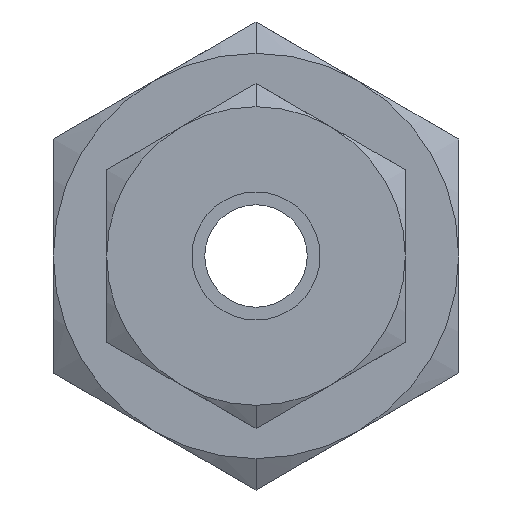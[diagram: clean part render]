
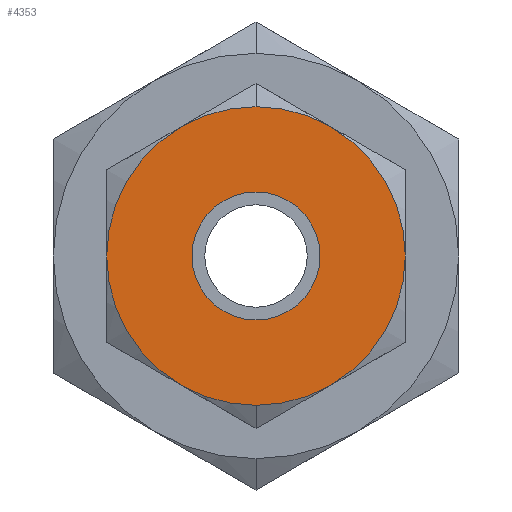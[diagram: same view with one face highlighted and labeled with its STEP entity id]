
A CAD part, left-side view. The second image highlights one B-rep face of the part: STEP entity #4353.
In plain terms, the highlighted planar face has unit normal (-1, 0, 0).
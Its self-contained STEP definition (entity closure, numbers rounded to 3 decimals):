
#471 = DIRECTION ( 'NONE',  ( 0., 0., -1. ) ) ;
#954 = CIRCLE ( 'NONE', #3814, 3. ) ;
#1004 = VERTEX_POINT ( 'NONE', #7946 ) ;
#1330 = VERTEX_POINT ( 'NONE', #5757 ) ;
#1776 = AXIS2_PLACEMENT_3D ( 'NONE', #4649, #4603, #9027 ) ;
#2038 = DIRECTION ( 'NONE',  ( 1., 0., 0. ) ) ;
#2190 = PLANE ( 'NONE',  #7606 ) ;
#2301 = CIRCLE ( 'NONE', #2604, 3. ) ;
#2596 = CARTESIAN_POINT ( 'NONE',  ( 0., 0., 3. ) ) ;
#2604 = AXIS2_PLACEMENT_3D ( 'NONE', #4047, #6942, #471 ) ;
#2898 = DIRECTION ( 'NONE',  ( -1., 0., 0. ) ) ;
#3361 = EDGE_LOOP ( 'NONE', ( #6889, #9135 ) ) ;
#3814 = AXIS2_PLACEMENT_3D ( 'NONE', #5819, #7284, #6530 ) ;
#4047 = CARTESIAN_POINT ( 'NONE',  ( 0., 0., 0. ) ) ;
#4129 = ORIENTED_EDGE ( 'NONE', *, *, #7411, .T. ) ;
#4155 = VERTEX_POINT ( 'NONE', #2596 ) ;
#4353 = ADVANCED_FACE ( 'NONE', ( #7094, #6440 ), #2190, .T. ) ;
#4603 = DIRECTION ( 'NONE',  ( 1., 0., 0. ) ) ;
#4649 = CARTESIAN_POINT ( 'NONE',  ( 0., 0., 0. ) ) ;
#5259 = VERTEX_POINT ( 'NONE', #8190 ) ;
#5261 = EDGE_CURVE ( 'NONE', #1330, #5259, #8998, .T. ) ;
#5425 = AXIS2_PLACEMENT_3D ( 'NONE', #8630, #2038, #6526 ) ;
#5757 = CARTESIAN_POINT ( 'NONE',  ( 0., 0., -7. ) ) ;
#5819 = CARTESIAN_POINT ( 'NONE',  ( 0., 0., 0. ) ) ;
#6440 = FACE_OUTER_BOUND ( 'NONE', #3361, .T. ) ;
#6490 = EDGE_CURVE ( 'NONE', #5259, #1330, #8425, .T. ) ;
#6526 = DIRECTION ( 'NONE',  ( 0., 0., 1. ) ) ;
#6530 = DIRECTION ( 'NONE',  ( 0., 0., 1. ) ) ;
#6536 = CARTESIAN_POINT ( 'NONE',  ( 0., 0., 3.5 ) ) ;
#6653 = ORIENTED_EDGE ( 'NONE', *, *, #8501, .T. ) ;
#6695 = EDGE_LOOP ( 'NONE', ( #6653, #4129 ) ) ;
#6889 = ORIENTED_EDGE ( 'NONE', *, *, #6490, .F. ) ;
#6942 = DIRECTION ( 'NONE',  ( 1., 0., 0. ) ) ;
#7094 = FACE_BOUND ( 'NONE', #6695, .T. ) ;
#7284 = DIRECTION ( 'NONE',  ( 1., 0., 0. ) ) ;
#7411 = EDGE_CURVE ( 'NONE', #4155, #1004, #954, .T. ) ;
#7606 = AXIS2_PLACEMENT_3D ( 'NONE', #6536, #2898, #8638 ) ;
#7946 = CARTESIAN_POINT ( 'NONE',  ( 0., 0., -3. ) ) ;
#8190 = CARTESIAN_POINT ( 'NONE',  ( 0., 0., 7. ) ) ;
#8425 = CIRCLE ( 'NONE', #5425, 7. ) ;
#8501 = EDGE_CURVE ( 'NONE', #1004, #4155, #2301, .T. ) ;
#8630 = CARTESIAN_POINT ( 'NONE',  ( 0., 0., 0. ) ) ;
#8638 = DIRECTION ( 'NONE',  ( 0., 0., 1. ) ) ;
#8998 = CIRCLE ( 'NONE', #1776, 7. ) ;
#9027 = DIRECTION ( 'NONE',  ( 0., 0., -1. ) ) ;
#9135 = ORIENTED_EDGE ( 'NONE', *, *, #5261, .F. ) ;
